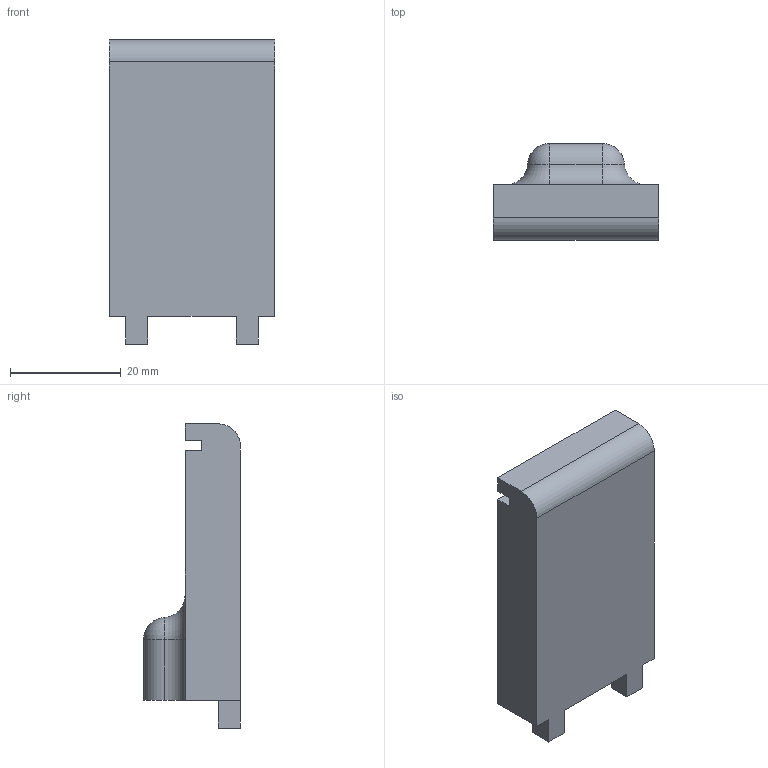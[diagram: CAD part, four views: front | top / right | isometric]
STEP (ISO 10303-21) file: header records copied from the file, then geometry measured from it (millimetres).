
FILE_DESCRIPTION (( 'STEP AP203' ), '1' );
FILE_NAME ('frontleg.step', '2019-02-16T17:58:44', ( '' ), ( '' ), 'SwSTEP 2.0', 'SolidWorks 2018', '' );
FILE_SCHEMA (( 'CONFIG_CONTROL_DESIGN' ));
Length unit declared in the file: millimetre
Products named in the file (1): frontleg
Bounding box: 30 x 17.5 x 55 mm (x, y, z)
Volume: 16370.3 mm3; surface area: 5507 mm2
Topology: 1 solids, 1 shells, 41 faces, 105 edges, 68 vertices
Faces by surface type: plane 26, cylinder 11, sphere 2, torus 2
Entity records: 1318 total; most frequent: CARTESIAN_POINT 215, DIRECTION 215, ORIENTED_EDGE 210, EDGE_CURVE 105, LINE 79, VECTOR 79, AXIS2_PLACEMENT_3D 68, VERTEX_POINT 68
